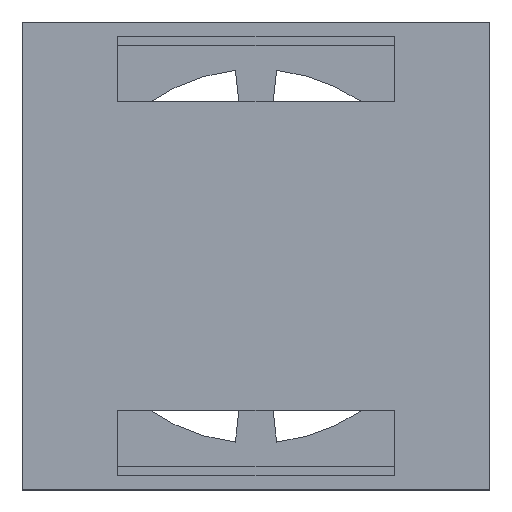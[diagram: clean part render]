
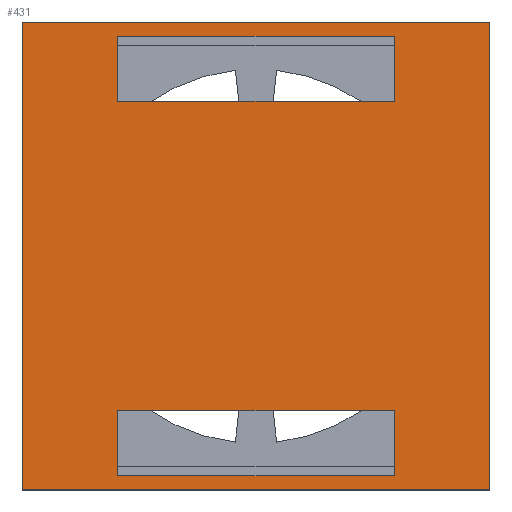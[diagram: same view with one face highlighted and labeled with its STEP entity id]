
A CAD part, top view. The second image highlights one B-rep face of the part: STEP entity #431.
In plain terms, the highlighted face is planar.
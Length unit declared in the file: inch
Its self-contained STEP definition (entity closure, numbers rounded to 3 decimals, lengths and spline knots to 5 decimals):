
#50 = LINE ( 'NONE', #200, #654 ) ;
#68 = DIRECTION ( 'NONE',  ( 0., 0., -1. ) ) ;
#70 = CARTESIAN_POINT ( 'NONE',  ( -1.9685, 2.04724, -1.9685 ) ) ;
#71 = ORIENTED_EDGE ( 'NONE', *, *, #1900, .F. ) ;
#74 = VECTOR ( 'NONE', #1247, 39.37008 ) ;
#75 = VERTEX_POINT ( 'NONE', #1517 ) ;
#84 = LINE ( 'NONE', #127, #755 ) ;
#92 = EDGE_CURVE ( 'NONE', #2098, #1995, #1340, .T. ) ;
#102 = VECTOR ( 'NONE', #139, 39.37008 ) ;
#114 = VECTOR ( 'NONE', #1481, 39.37008 ) ;
#116 = DIRECTION ( 'NONE',  ( 0., 1., 0. ) ) ;
#127 = CARTESIAN_POINT ( 'NONE',  ( 1.16346, 2.04724, 1.85039 ) ) ;
#139 = DIRECTION ( 'NONE',  ( 0., 0., 1. ) ) ;
#144 = CARTESIAN_POINT ( 'NONE',  ( -1.16346, 2.04724, -1.3025 ) ) ;
#156 = CARTESIAN_POINT ( 'NONE',  ( -1.9685, 2.04724, 1.9685 ) ) ;
#166 = ORIENTED_EDGE ( 'NONE', *, *, #1049, .T. ) ;
#200 = CARTESIAN_POINT ( 'NONE',  ( -1.9685, 2.04724, -1.9685 ) ) ;
#270 = CARTESIAN_POINT ( 'NONE',  ( -1.9685, 2.04724, 1.9685 ) ) ;
#289 = EDGE_CURVE ( 'NONE', #1255, #2108, #883, .T. ) ;
#327 = EDGE_CURVE ( 'NONE', #1155, #1848, #429, .T. ) ;
#334 = CARTESIAN_POINT ( 'NONE',  ( -1.9685, 2.04724, -1.9685 ) ) ;
#351 = LINE ( 'NONE', #1098, #1822 ) ;
#356 = ORIENTED_EDGE ( 'NONE', *, *, #1039, .T. ) ;
#402 = ORIENTED_EDGE ( 'NONE', *, *, #327, .F. ) ;
#407 = EDGE_CURVE ( 'NONE', #1848, #1255, #84, .T. ) ;
#429 = LINE ( 'NONE', #1924, #74 ) ;
#431 = ADVANCED_FACE ( 'NONE', ( #1270, #1911, #1945 ), #1077, .T. ) ;
#436 = CARTESIAN_POINT ( 'NONE',  ( -1.16346, 2.04724, 1.85039 ) ) ;
#450 = VECTOR ( 'NONE', #1557, 39.37008 ) ;
#455 = ORIENTED_EDGE ( 'NONE', *, *, #407, .F. ) ;
#491 = CARTESIAN_POINT ( 'NONE',  ( -1.16346, 2.04724, -1.3025 ) ) ;
#560 = LINE ( 'NONE', #880, #1647 ) ;
#567 = ORIENTED_EDGE ( 'NONE', *, *, #1385, .F. ) ;
#577 = EDGE_CURVE ( 'NONE', #2108, #1155, #1189, .T. ) ;
#614 = ORIENTED_EDGE ( 'NONE', *, *, #577, .F. ) ;
#639 = ORIENTED_EDGE ( 'NONE', *, *, #92, .T. ) ;
#654 = VECTOR ( 'NONE', #2019, 39.37008 ) ;
#663 = VERTEX_POINT ( 'NONE', #70 ) ;
#696 = DIRECTION ( 'NONE',  ( 0., 0., -1. ) ) ;
#705 = CARTESIAN_POINT ( 'NONE',  ( 1.9685, 2.04724, -1.9685 ) ) ;
#755 = VECTOR ( 'NONE', #1415, 39.37008 ) ;
#795 = VERTEX_POINT ( 'NONE', #270 ) ;
#799 = CARTESIAN_POINT ( 'NONE',  ( -1.16346, 2.04724, -1.85039 ) ) ;
#836 = VERTEX_POINT ( 'NONE', #1080 ) ;
#862 = CARTESIAN_POINT ( 'NONE',  ( -1.16346, 2.04724, 1.3025 ) ) ;
#880 = CARTESIAN_POINT ( 'NONE',  ( -1.16346, 2.04724, -1.85039 ) ) ;
#883 = LINE ( 'NONE', #862, #450 ) ;
#884 = DIRECTION ( 'NONE',  ( -1., 0., 0. ) ) ;
#905 = EDGE_CURVE ( 'NONE', #795, #2098, #979, .T. ) ;
#934 = VECTOR ( 'NONE', #884, 39.37008 ) ;
#946 = EDGE_CURVE ( 'NONE', #2117, #836, #990, .T. ) ;
#979 = LINE ( 'NONE', #156, #114 ) ;
#990 = LINE ( 'NONE', #491, #1212 ) ;
#1004 = CARTESIAN_POINT ( 'NONE',  ( 1.9685, 2.04724, -1.9685 ) ) ;
#1039 = EDGE_CURVE ( 'NONE', #1995, #663, #1524, .T. ) ;
#1049 = EDGE_CURVE ( 'NONE', #663, #795, #50, .T. ) ;
#1056 = DIRECTION ( 'NONE',  ( 0., 0., 1. ) ) ;
#1071 = CARTESIAN_POINT ( 'NONE',  ( 1.16346, 2.04724, 1.85039 ) ) ;
#1077 = PLANE ( 'NONE',  #1983 ) ;
#1080 = CARTESIAN_POINT ( 'NONE',  ( 1.16346, 2.04724, -1.3025 ) ) ;
#1089 = CARTESIAN_POINT ( 'NONE',  ( 1.16346, 2.04724, 1.3025 ) ) ;
#1098 = CARTESIAN_POINT ( 'NONE',  ( -1.16346, 2.04724, -1.85039 ) ) ;
#1155 = VERTEX_POINT ( 'NONE', #436 ) ;
#1161 = DIRECTION ( 'NONE',  ( 1., 0., 0. ) ) ;
#1189 = LINE ( 'NONE', #2017, #102 ) ;
#1212 = VECTOR ( 'NONE', #1161, 39.37008 ) ;
#1247 = DIRECTION ( 'NONE',  ( 1., 0., 0. ) ) ;
#1255 = VERTEX_POINT ( 'NONE', #1089 ) ;
#1270 = FACE_BOUND ( 'NONE', #1984, .T. ) ;
#1283 = VECTOR ( 'NONE', #68, 39.37008 ) ;
#1286 = EDGE_LOOP ( 'NONE', ( #639, #356, #166, #1505 ) ) ;
#1340 = LINE ( 'NONE', #1004, #1771 ) ;
#1385 = EDGE_CURVE ( 'NONE', #1534, #2117, #351, .T. ) ;
#1415 = DIRECTION ( 'NONE',  ( 0., 0., -1. ) ) ;
#1424 = DIRECTION ( 'NONE',  ( 0., 0., 1. ) ) ;
#1431 = CARTESIAN_POINT ( 'NONE',  ( -1.16346, 2.04724, 1.3025 ) ) ;
#1444 = ORIENTED_EDGE ( 'NONE', *, *, #1986, .F. ) ;
#1450 = ORIENTED_EDGE ( 'NONE', *, *, #946, .F. ) ;
#1481 = DIRECTION ( 'NONE',  ( 1., 0., 0. ) ) ;
#1505 = ORIENTED_EDGE ( 'NONE', *, *, #905, .T. ) ;
#1517 = CARTESIAN_POINT ( 'NONE',  ( 1.16346, 2.04724, -1.85039 ) ) ;
#1524 = LINE ( 'NONE', #334, #934 ) ;
#1534 = VERTEX_POINT ( 'NONE', #799 ) ;
#1557 = DIRECTION ( 'NONE',  ( -1., 0., 0. ) ) ;
#1561 = EDGE_LOOP ( 'NONE', ( #614, #2122, #455, #402 ) ) ;
#1584 = DIRECTION ( 'NONE',  ( -1., 0., 0. ) ) ;
#1616 = CARTESIAN_POINT ( 'NONE',  ( 0., 2.04724, 0. ) ) ;
#1647 = VECTOR ( 'NONE', #1584, 39.37008 ) ;
#1771 = VECTOR ( 'NONE', #696, 39.37008 ) ;
#1822 = VECTOR ( 'NONE', #1056, 39.37008 ) ;
#1848 = VERTEX_POINT ( 'NONE', #1071 ) ;
#1881 = CARTESIAN_POINT ( 'NONE',  ( 1.16346, 2.04724, -1.85039 ) ) ;
#1894 = LINE ( 'NONE', #1881, #1283 ) ;
#1900 = EDGE_CURVE ( 'NONE', #836, #75, #1894, .T. ) ;
#1911 = FACE_BOUND ( 'NONE', #1561, .T. ) ;
#1924 = CARTESIAN_POINT ( 'NONE',  ( -1.16346, 2.04724, 1.85039 ) ) ;
#1945 = FACE_OUTER_BOUND ( 'NONE', #1286, .T. ) ;
#1971 = CARTESIAN_POINT ( 'NONE',  ( 1.9685, 2.04724, 1.9685 ) ) ;
#1983 = AXIS2_PLACEMENT_3D ( 'NONE', #1616, #116, #1424 ) ;
#1984 = EDGE_LOOP ( 'NONE', ( #71, #1450, #567, #1444 ) ) ;
#1986 = EDGE_CURVE ( 'NONE', #75, #1534, #560, .T. ) ;
#1995 = VERTEX_POINT ( 'NONE', #705 ) ;
#2017 = CARTESIAN_POINT ( 'NONE',  ( -1.16346, 2.04724, 1.85039 ) ) ;
#2019 = DIRECTION ( 'NONE',  ( 0., 0., 1. ) ) ;
#2098 = VERTEX_POINT ( 'NONE', #1971 ) ;
#2108 = VERTEX_POINT ( 'NONE', #1431 ) ;
#2117 = VERTEX_POINT ( 'NONE', #144 ) ;
#2122 = ORIENTED_EDGE ( 'NONE', *, *, #289, .F. ) ;
